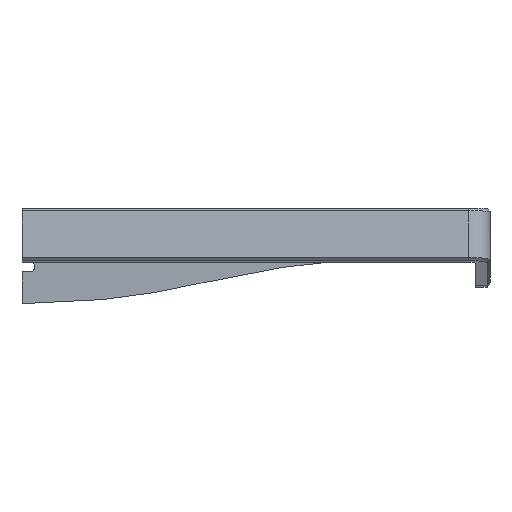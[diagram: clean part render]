
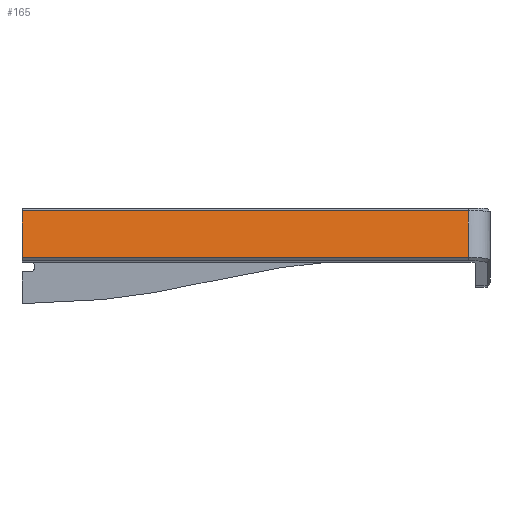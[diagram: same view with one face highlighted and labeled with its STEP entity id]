
A CAD part, top view. The second image highlights one B-rep face of the part: STEP entity #165.
In plain terms, the highlighted planar face has unit normal (0, 0.131, 0.991).
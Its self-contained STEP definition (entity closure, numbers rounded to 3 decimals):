
#165 = ADVANCED_FACE ( 'NONE', ( #5254 ), #1104, .F. ) ;
#420 = DIRECTION ( 'NONE',  ( 0., -0.991, 0.131 ) ) ;
#1104 = PLANE ( 'NONE',  #1515 ) ;
#1205 = VECTOR ( 'NONE', #3860, 1000. ) ;
#1495 = DIRECTION ( 'NONE',  ( -1., 0., 0. ) ) ;
#1515 = AXIS2_PLACEMENT_3D ( 'NONE', #2800, #1736, #3406 ) ;
#1736 = DIRECTION ( 'NONE',  ( 0., -0.131, -0.991 ) ) ;
#1914 = ORIENTED_EDGE ( 'NONE', *, *, #2716, .T. ) ;
#2040 = EDGE_CURVE ( 'NONE', #4020, #6907, #3144, .T. ) ;
#2113 = CARTESIAN_POINT ( 'NONE',  ( 155., -0.869, 75.245 ) ) ;
#2399 = CARTESIAN_POINT ( 'NONE',  ( 155., -17.009, 77.369 ) ) ;
#2590 = VECTOR ( 'NONE', #1495, 1000. ) ;
#2651 = CARTESIAN_POINT ( 'NONE',  ( 155., -17.009, 77.369 ) ) ;
#2716 = EDGE_CURVE ( 'NONE', #6907, #6780, #6651, .T. ) ;
#2800 = CARTESIAN_POINT ( 'NONE',  ( -162.5, -18., 77.5 ) ) ;
#3144 = LINE ( 'NONE', #6107, #1205 ) ;
#3238 = ORIENTED_EDGE ( 'NONE', *, *, #5019, .T. ) ;
#3241 = CARTESIAN_POINT ( 'NONE',  ( -162.5, -0.869, 75.245 ) ) ;
#3329 = CARTESIAN_POINT ( 'NONE',  ( 0., -18., 77.5 ) ) ;
#3406 = DIRECTION ( 'NONE',  ( 0., 0.991, -0.131 ) ) ;
#3633 = DIRECTION ( 'NONE',  ( 1., 0., 0. ) ) ;
#3860 = DIRECTION ( 'NONE',  ( 0., 0.991, -0.131 ) ) ;
#4020 = VERTEX_POINT ( 'NONE', #2399 ) ;
#4739 = EDGE_CURVE ( 'NONE', #6780, #5749, #6285, .T. ) ;
#4851 = LINE ( 'NONE', #2651, #6824 ) ;
#5019 = EDGE_CURVE ( 'NONE', #5749, #4020, #4851, .T. ) ;
#5047 = ORIENTED_EDGE ( 'NONE', *, *, #4739, .T. ) ;
#5254 = FACE_OUTER_BOUND ( 'NONE', #7095, .T. ) ;
#5749 = VERTEX_POINT ( 'NONE', #7431 ) ;
#5912 = ORIENTED_EDGE ( 'NONE', *, *, #2040, .T. ) ;
#6107 = CARTESIAN_POINT ( 'NONE',  ( 155., 0., 75.13 ) ) ;
#6117 = VECTOR ( 'NONE', #420, 1000. ) ;
#6285 = LINE ( 'NONE', #3329, #6117 ) ;
#6651 = LINE ( 'NONE', #3241, #2590 ) ;
#6657 = CARTESIAN_POINT ( 'NONE',  ( 0., -0.869, 75.245 ) ) ;
#6780 = VERTEX_POINT ( 'NONE', #6657 ) ;
#6824 = VECTOR ( 'NONE', #3633, 1000. ) ;
#6907 = VERTEX_POINT ( 'NONE', #2113 ) ;
#7095 = EDGE_LOOP ( 'NONE', ( #1914, #5047, #3238, #5912 ) ) ;
#7431 = CARTESIAN_POINT ( 'NONE',  ( 0., -17.009, 77.369 ) ) ;
